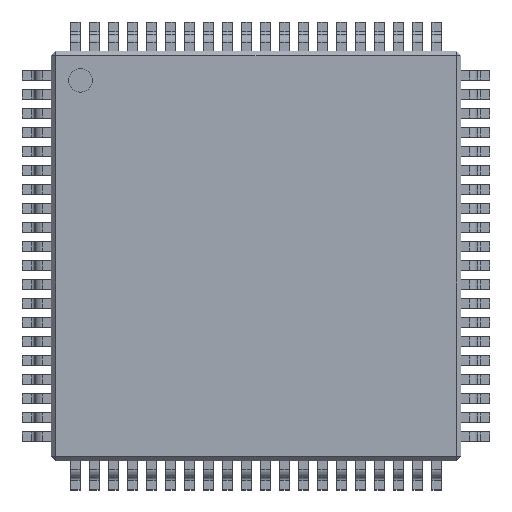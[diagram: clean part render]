
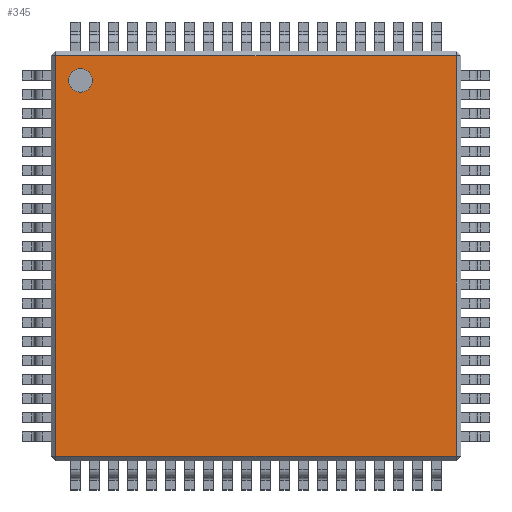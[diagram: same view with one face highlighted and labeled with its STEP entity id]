
A CAD part, top view. The second image highlights one B-rep face of the part: STEP entity #345.
In plain terms, the highlighted planar face has unit normal (0, 0, 1).
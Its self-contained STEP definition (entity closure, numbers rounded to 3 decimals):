
#13=DIRECTION('',(0.,0.,1.));
#14=DIRECTION('',(1.,0.,0.));
#144=VECTOR('',#145,1.);
#145=DIRECTION('',(0.,1.,0.));
#218=VERTEX_POINT('',#219);
#219=CARTESIAN_POINT('',(-6.85,-6.85,1.));
#227=VERTEX_POINT('',#228);
#228=CARTESIAN_POINT('',(-6.85,6.85,1.));
#233=ORIENTED_EDGE('',*,*,#234,.F.);
#234=EDGE_CURVE('',#218,#227,#235,.T.);
#235=LINE('',#236,#144);
#236=CARTESIAN_POINT('',(-6.85,-7.,1.));
#302=VECTOR('',#14,1.);
#345=ADVANCED_FACE('',(#346,#364),#373,.T.);
#346=FACE_BOUND('',#347,.T.);
#347=EDGE_LOOP('',(#233,#348,#354,#360));
#348=ORIENTED_EDGE('',*,*,#349,.T.);
#349=EDGE_CURVE('',#218,#350,#352,.T.);
#350=VERTEX_POINT('',#351);
#351=CARTESIAN_POINT('',(6.85,-6.85,1.));
#352=LINE('',#353,#302);
#353=CARTESIAN_POINT('',(-7.,-6.85,1.));
#354=ORIENTED_EDGE('',*,*,#355,.T.);
#355=EDGE_CURVE('',#350,#356,#358,.T.);
#356=VERTEX_POINT('',#357);
#357=CARTESIAN_POINT('',(6.85,6.85,1.));
#358=LINE('',#359,#144);
#359=CARTESIAN_POINT('',(6.85,-7.,1.));
#360=ORIENTED_EDGE('',*,*,#361,.F.);
#361=EDGE_CURVE('',#227,#356,#362,.T.);
#362=LINE('',#363,#302);
#363=CARTESIAN_POINT('',(-7.,6.85,1.));
#364=FACE_BOUND('',#365,.T.);
#365=EDGE_LOOP('',(#366));
#366=ORIENTED_EDGE('',*,*,#367,.F.);
#367=EDGE_CURVE('',#368,#368,#370,.T.);
#368=VERTEX_POINT('',#369);
#369=CARTESIAN_POINT('',(-5.6,6.,1.));
#370=CIRCLE('',#371,0.4);
#371=AXIS2_PLACEMENT_3D('',#372,#13,#14);
#372=CARTESIAN_POINT('',(-6.,6.,1.));
#373=PLANE('',#374);
#374=AXIS2_PLACEMENT_3D('',#375,#13,#14);
#375=CARTESIAN_POINT('',(-7.,-7.,1.));
